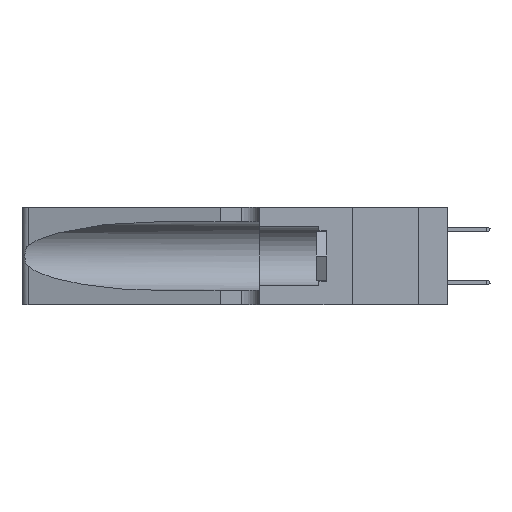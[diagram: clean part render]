
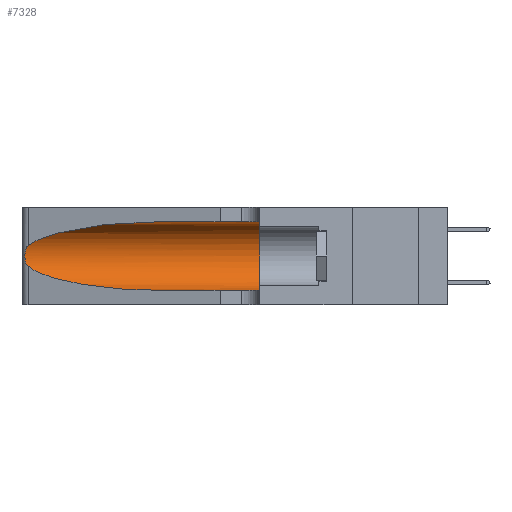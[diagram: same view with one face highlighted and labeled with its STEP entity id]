
A CAD part, left-side view. The second image highlights one B-rep face of the part: STEP entity #7328.
In plain terms, the highlighted cylindrical face has radius 3.308 mm (diameter 6.617 mm), a partial arc.
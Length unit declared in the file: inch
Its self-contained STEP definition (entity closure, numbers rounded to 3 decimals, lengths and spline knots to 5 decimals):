
#361 = EDGE_CURVE ( 'NONE', #15389, #12492, #23977, .T. ) ;
#895 = DIRECTION ( 'NONE',  ( 0., -1., 0. ) ) ;
#899 = CARTESIAN_POINT ( 'NONE',  ( 0.25854, 1.2359, 0.20912 ) ) ;
#1193 = DIRECTION ( 'NONE',  ( 0., 0., 1. ) ) ;
#1870 = CARTESIAN_POINT ( 'NONE',  ( 0.26018, 1.23835, 0.19895 ) ) ;
#2049 = CARTESIAN_POINT ( 'NONE',  ( 0.1305, 0.35, 0.31525 ) ) ;
#2574 = VERTEX_POINT ( 'NONE', #17110 ) ;
#2921 = EDGE_CURVE ( 'NONE', #5165, #2574, #19610, .T. ) ;
#4107 = FACE_OUTER_BOUND ( 'NONE', #16404, .T. ) ;
#4411 = DIRECTION ( 'NONE',  ( 0., -1., 0. ) ) ;
#4727 = LINE ( 'NONE', #21535, #18527 ) ;
#4772 = CARTESIAN_POINT ( 'NONE',  ( 0.2373, 1.15595, 0.28018 ) ) ;
#4866 = CARTESIAN_POINT ( 'NONE',  ( 0.25487, 1.22718, 0.22369 ) ) ;
#5165 = VERTEX_POINT ( 'NONE', #6950 ) ;
#5986 = ORIENTED_EDGE ( 'NONE', *, *, #17601, .T. ) ;
#6950 = CARTESIAN_POINT ( 'NONE',  ( 0.25487, 1.22718, 0.22369 ) ) ;
#7328 = ADVANCED_FACE ( 'NONE', ( #4107 ), #13474, .F. ) ;
#7548 = CARTESIAN_POINT ( 'NONE',  ( 0.26075, 1.23896, 0.178 ) ) ;
#8033 =( BOUNDED_CURVE ( )  B_SPLINE_CURVE ( 3, ( #21747, #16175, #23062, #16266 ),
 .UNSPECIFIED., .F., .T. ) 
 B_SPLINE_CURVE_WITH_KNOTS ( ( 4, 4 ),
 ( 3.44316, 4.71239 ),
 .UNSPECIFIED. ) 
 CURVE ( )  GEOMETRIC_REPRESENTATION_ITEM ( )  RATIONAL_B_SPLINE_CURVE ( ( 1., 0.87, 0.87, 1. ) ) 
 REPRESENTATION_ITEM ( '' )  );
#8200 = EDGE_CURVE ( 'NONE', #19469, #5165, #22478, .T. ) ;
#8349 = VECTOR ( 'NONE', #895, 39.37008 ) ;
#8613 = CARTESIAN_POINT ( 'NONE',  ( 0.1305, 0.72297, 0.31525 ) ) ;
#8909 = AXIS2_PLACEMENT_3D ( 'NONE', #12600, #10462, #12344 ) ;
#9126 = CARTESIAN_POINT ( 'NONE',  ( 0.26075, 1.23896, 0.19203 ) ) ;
#9430 = CARTESIAN_POINT ( 'NONE',  ( 0.26017, 1.23833, 0.17102 ) ) ;
#9798 = ORIENTED_EDGE ( 'NONE', *, *, #14237, .F. ) ;
#9988 = CARTESIAN_POINT ( 'NONE',  ( 0.1305, 1.61858, 0.05475 ) ) ;
#10462 = DIRECTION ( 'NONE',  ( 0., -1., 0. ) ) ;
#10791 = DIRECTION ( 'NONE',  ( 0., 1., 0. ) ) ;
#10974 = CARTESIAN_POINT ( 'NONE',  ( 0.25555, 1.22993, 0.14849 ) ) ;
#12344 = DIRECTION ( 'NONE',  ( 0., 0., -1. ) ) ;
#12492 = VERTEX_POINT ( 'NONE', #18825 ) ;
#12600 = CARTESIAN_POINT ( 'NONE',  ( 0.1305, 1.61858, 0.185 ) ) ;
#12632 = CARTESIAN_POINT ( 'NONE',  ( 0.1305, 0.72297, 0.05475 ) ) ;
#12789 = CARTESIAN_POINT ( 'NONE',  ( 0.25639, 1.23186, 0.15144 ) ) ;
#12864 = CARTESIAN_POINT ( 'NONE',  ( 0.25487, 1.22718, 0.14631 ) ) ;
#13474 = CYLINDRICAL_SURFACE ( 'NONE', #8909, 0.13025 ) ;
#14237 = EDGE_CURVE ( 'NONE', #19469, #15389, #4727, .T. ) ;
#14508 = CARTESIAN_POINT ( 'NONE',  ( 0.25487, 1.22718, 0.22369 ) ) ;
#15389 = VERTEX_POINT ( 'NONE', #2049 ) ;
#15594 = AXIS2_PLACEMENT_3D ( 'NONE', #22021, #10791, #1193 ) ;
#16175 = CARTESIAN_POINT ( 'NONE',  ( 0.2373, 1.15595, 0.08982 ) ) ;
#16266 = CARTESIAN_POINT ( 'NONE',  ( 0.1305, 0.72297, 0.05475 ) ) ;
#16404 = EDGE_LOOP ( 'NONE', ( #18287, #19773, #20077, #5986, #22945, #9798 ) ) ;
#16630 = CARTESIAN_POINT ( 'NONE',  ( 0.25787, 1.23484, 0.2124 ) ) ;
#17110 = CARTESIAN_POINT ( 'NONE',  ( 0.25487, 1.22718, 0.14631 ) ) ;
#17601 = EDGE_CURVE ( 'NONE', #20557, #12492, #17722, .T. ) ;
#17722 = LINE ( 'NONE', #9988, #8349 ) ;
#18038 = CARTESIAN_POINT ( 'NONE',  ( 0.25555, 1.22994, 0.2215 ) ) ;
#18287 = ORIENTED_EDGE ( 'NONE', *, *, #8200, .T. ) ;
#18527 = VECTOR ( 'NONE', #4411, 39.37008 ) ;
#18545 = CARTESIAN_POINT ( 'NONE',  ( 0.25639, 1.23184, 0.21858 ) ) ;
#18825 = CARTESIAN_POINT ( 'NONE',  ( 0.1305, 0.35, 0.05475 ) ) ;
#19469 = VERTEX_POINT ( 'NONE', #23204 ) ;
#19610 = B_SPLINE_CURVE_WITH_KNOTS ( 'NONE', 3,
 ( #14508, #18038, #18545, #16630, #899, #1870, #9126, #7548, #9430, #22532, #24022, #12789, #10974, #12864 ),
 .UNSPECIFIED., .F., .F.,
 ( 4, 2, 2, 2, 2, 2, 4 ),
 ( 0., 0.00027, 0.00053, 0.00107, 0.0016, 0.00187, 0.00214 ),
 .UNSPECIFIED. ) ;
#19773 = ORIENTED_EDGE ( 'NONE', *, *, #2921, .T. ) ;
#19906 = EDGE_CURVE ( 'NONE', #2574, #20557, #8033, .T. ) ;
#20077 = ORIENTED_EDGE ( 'NONE', *, *, #19906, .T. ) ;
#20557 = VERTEX_POINT ( 'NONE', #12632 ) ;
#21535 = CARTESIAN_POINT ( 'NONE',  ( 0.1305, 1.61858, 0.31525 ) ) ;
#21720 = CARTESIAN_POINT ( 'NONE',  ( 0.18966, 0.96281, 0.31525 ) ) ;
#21747 = CARTESIAN_POINT ( 'NONE',  ( 0.25487, 1.22718, 0.14631 ) ) ;
#22021 = CARTESIAN_POINT ( 'NONE',  ( 0.1305, 0.35, 0.185 ) ) ;
#22478 =( BOUNDED_CURVE ( )  B_SPLINE_CURVE ( 3, ( #8613, #21720, #4772, #4866 ),
 .UNSPECIFIED., .F., .F. ) 
 B_SPLINE_CURVE_WITH_KNOTS ( ( 4, 4 ),
 ( 1.5708, 2.84003 ),
 .UNSPECIFIED. ) 
 CURVE ( )  GEOMETRIC_REPRESENTATION_ITEM ( )  RATIONAL_B_SPLINE_CURVE ( ( 1., 0.87, 0.87, 1. ) ) 
 REPRESENTATION_ITEM ( '' )  );
#22532 = CARTESIAN_POINT ( 'NONE',  ( 0.25856, 1.23593, 0.16098 ) ) ;
#22945 = ORIENTED_EDGE ( 'NONE', *, *, #361, .F. ) ;
#23062 = CARTESIAN_POINT ( 'NONE',  ( 0.18966, 0.96281, 0.05475 ) ) ;
#23204 = CARTESIAN_POINT ( 'NONE',  ( 0.1305, 0.72297, 0.31525 ) ) ;
#23977 = CIRCLE ( 'NONE', #15594, 0.13025 ) ;
#24022 = CARTESIAN_POINT ( 'NONE',  ( 0.25789, 1.23486, 0.15765 ) ) ;
